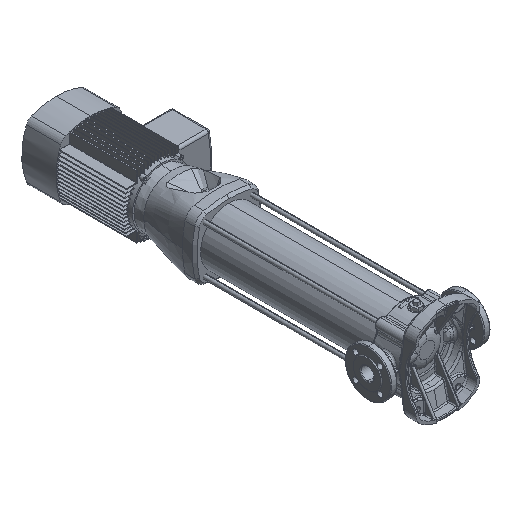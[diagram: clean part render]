
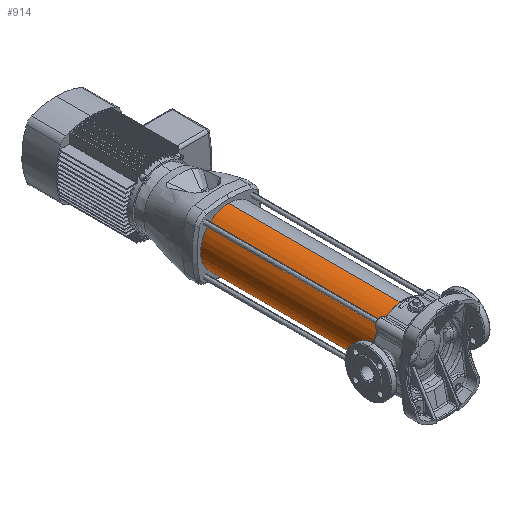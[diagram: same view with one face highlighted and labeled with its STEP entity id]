
A CAD part, isometric view. The second image highlights one B-rep face of the part: STEP entity #914.
In plain terms, the highlighted cylindrical face has radius 70 mm (diameter 140 mm), a partial arc.
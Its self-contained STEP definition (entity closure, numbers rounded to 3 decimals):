
#719 = VERTEX_POINT ( 'NONE', #23200 ) ;
#914 = ADVANCED_FACE ( 'NONE', ( #13795 ), #44743, .T. ) ;
#2223 = CARTESIAN_POINT ( 'NONE',  ( 0., 111., 0. ) ) ;
#3070 = DIRECTION ( 'NONE',  ( 0., 0., -1. ) ) ;
#7135 = DIRECTION ( 'NONE',  ( 0., 0., 1. ) ) ;
#11651 = CARTESIAN_POINT ( 'NONE',  ( 0., 111., -70. ) ) ;
#13795 = FACE_OUTER_BOUND ( 'NONE', #47671, .T. ) ;
#16938 = CARTESIAN_POINT ( 'NONE',  ( 0., 542., 70. ) ) ;
#18674 = DIRECTION ( 'NONE',  ( 0., -1., 0. ) ) ;
#19623 = CIRCLE ( 'NONE', #50699, 70. ) ;
#21070 = VECTOR ( 'NONE', #18674, 1000. ) ;
#21633 = EDGE_CURVE ( 'NONE', #61017, #39018, #39663, .T. ) ;
#23200 = CARTESIAN_POINT ( 'NONE',  ( 0., 542., -70. ) ) ;
#23379 = DIRECTION ( 'NONE',  ( 0., 1., 0. ) ) ;
#27386 = ORIENTED_EDGE ( 'NONE', *, *, #21633, .F. ) ;
#29096 = AXIS2_PLACEMENT_3D ( 'NONE', #55714, #50159, #7135 ) ;
#29116 = CARTESIAN_POINT ( 'NONE',  ( 0., 111., 70. ) ) ;
#30178 = CIRCLE ( 'NONE', #29096, 70. ) ;
#30545 = EDGE_CURVE ( 'NONE', #719, #52661, #45100, .T. ) ;
#37657 = AXIS2_PLACEMENT_3D ( 'NONE', #66908, #51292, #3070 ) ;
#38933 = ORIENTED_EDGE ( 'NONE', *, *, #51452, .F. ) ;
#39018 = VERTEX_POINT ( 'NONE', #29116 ) ;
#39663 = LINE ( 'NONE', #65011, #59105 ) ;
#43179 = EDGE_CURVE ( 'NONE', #52661, #39018, #19623, .T. ) ;
#44743 = CYLINDRICAL_SURFACE ( 'NONE', #37657, 70. ) ;
#45100 = LINE ( 'NONE', #64289, #21070 ) ;
#47671 = EDGE_LOOP ( 'NONE', ( #27386, #38933, #51824, #59395 ) ) ;
#50159 = DIRECTION ( 'NONE',  ( 0., 1., 0. ) ) ;
#50699 = AXIS2_PLACEMENT_3D ( 'NONE', #2223, #23379, #61203 ) ;
#51292 = DIRECTION ( 'NONE',  ( 0., -1., 0. ) ) ;
#51452 = EDGE_CURVE ( 'NONE', #719, #61017, #30178, .T. ) ;
#51824 = ORIENTED_EDGE ( 'NONE', *, *, #30545, .T. ) ;
#52661 = VERTEX_POINT ( 'NONE', #11651 ) ;
#55714 = CARTESIAN_POINT ( 'NONE',  ( 0., 542., 0. ) ) ;
#59105 = VECTOR ( 'NONE', #60835, 1000. ) ;
#59395 = ORIENTED_EDGE ( 'NONE', *, *, #43179, .T. ) ;
#60835 = DIRECTION ( 'NONE',  ( 0., -1., 0. ) ) ;
#61017 = VERTEX_POINT ( 'NONE', #16938 ) ;
#61203 = DIRECTION ( 'NONE',  ( 0., 0., 1. ) ) ;
#64289 = CARTESIAN_POINT ( 'NONE',  ( 0., 542., -70. ) ) ;
#65011 = CARTESIAN_POINT ( 'NONE',  ( 0., 542., 70. ) ) ;
#66908 = CARTESIAN_POINT ( 'NONE',  ( 0., 542., 0. ) ) ;
